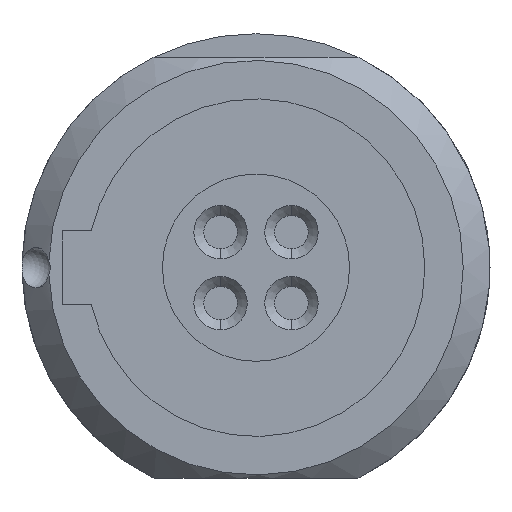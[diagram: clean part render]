
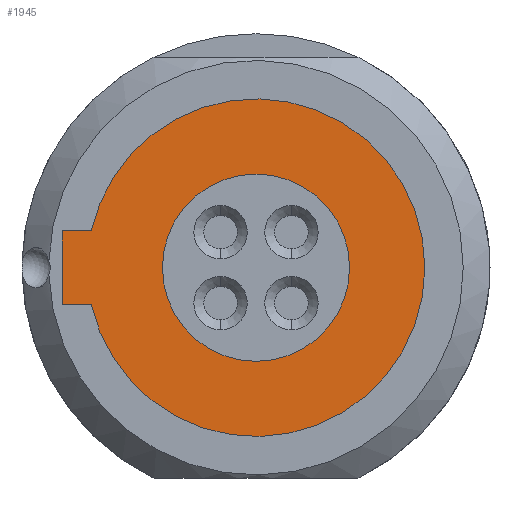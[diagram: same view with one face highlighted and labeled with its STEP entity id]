
A CAD part, left-side view. The second image highlights one B-rep face of the part: STEP entity #1945.
In plain terms, the highlighted planar face has unit normal (-1, 0, 0).
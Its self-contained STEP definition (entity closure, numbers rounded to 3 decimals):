
#387=CARTESIAN_POINT('',(0.,0.,0.));
#388=DIRECTION('',(-1.,0.,0.));
#389=DIRECTION('',(0.,0.976,-0.218));
#390=AXIS2_PLACEMENT_3D('',#387,#388,#389);
#396=DIRECTION('',(0.,1.,0.));
#397=VECTOR('',#396,0.436);
#398=CARTESIAN_POINT('',(0.,2.464,-0.55));
#399=LINE('',#398,#397);
#400=DIRECTION('',(0.,0.,1.));
#401=VECTOR('',#400,1.1);
#402=CARTESIAN_POINT('',(0.,2.9,-0.55));
#403=LINE('',#402,#401);
#404=DIRECTION('',(0.,-1.,0.));
#405=VECTOR('',#404,0.436);
#406=CARTESIAN_POINT('',(0.,2.9,0.55));
#407=LINE('',#406,#405);
#408=CARTESIAN_POINT('',(0.,0.,0.));
#409=DIRECTION('',(1.,0.,0.));
#410=DIRECTION('',(0.,0.,-1.));
#411=AXIS2_PLACEMENT_3D('',#408,#409,#410);
#413=CARTESIAN_POINT('',(0.,0.,0.));
#414=DIRECTION('',(1.,0.,0.));
#415=DIRECTION('',(0.,0.,1.));
#416=AXIS2_PLACEMENT_3D('',#413,#414,#415);
#1311=CARTESIAN_POINT('',(0.,0.,-1.4));
#1312=VERTEX_POINT('',#1311);
#1313=CARTESIAN_POINT('',(0.,0.,1.4));
#1314=VERTEX_POINT('',#1313);
#1511=CARTESIAN_POINT('',(0.,2.464,-0.55));
#1512=CARTESIAN_POINT('',(0.,2.464,0.55));
#1513=VERTEX_POINT('',#1511);
#1514=VERTEX_POINT('',#1512);
#1515=CARTESIAN_POINT('',(0.,2.9,-0.55));
#1516=CARTESIAN_POINT('',(0.,2.9,0.55));
#1517=VERTEX_POINT('',#1515);
#1518=VERTEX_POINT('',#1516);
#1926=CARTESIAN_POINT('',(0.,0.,0.));
#1927=DIRECTION('',(1.,0.,0.));
#1928=DIRECTION('',(0.,-1.,0.));
#1929=AXIS2_PLACEMENT_3D('',#1926,#1927,#1928);
#1930=PLANE('',#1929);
#1931=ORIENTED_EDGE('',*,*,#1905,.F.);
#1932=ORIENTED_EDGE('',*,*,#1917,.T.);
#1934=ORIENTED_EDGE('',*,*,#1933,.T.);
#1936=ORIENTED_EDGE('',*,*,#1935,.T.);
#1937=EDGE_LOOP('',(#1931,#1932,#1934,#1936));
#1938=FACE_OUTER_BOUND('',#1937,.F.);
#1940=ORIENTED_EDGE('',*,*,#1939,.F.);
#1942=ORIENTED_EDGE('',*,*,#1941,.F.);
#1943=EDGE_LOOP('',(#1940,#1942));
#1944=FACE_BOUND('',#1943,.F.);
#1945=ADVANCED_FACE('',(#1938,#1944),#1930,.F.);
#391=CIRCLE('',#390,2.525);
#412=CIRCLE('',#411,1.4);
#417=CIRCLE('',#416,1.4);
#1905=EDGE_CURVE('',#1513,#1514,#391,.T.);
#1917=EDGE_CURVE('',#1513,#1517,#399,.T.);
#1933=EDGE_CURVE('',#1517,#1518,#403,.T.);
#1935=EDGE_CURVE('',#1518,#1514,#407,.T.);
#1939=EDGE_CURVE('',#1312,#1314,#412,.T.);
#1941=EDGE_CURVE('',#1314,#1312,#417,.T.);
